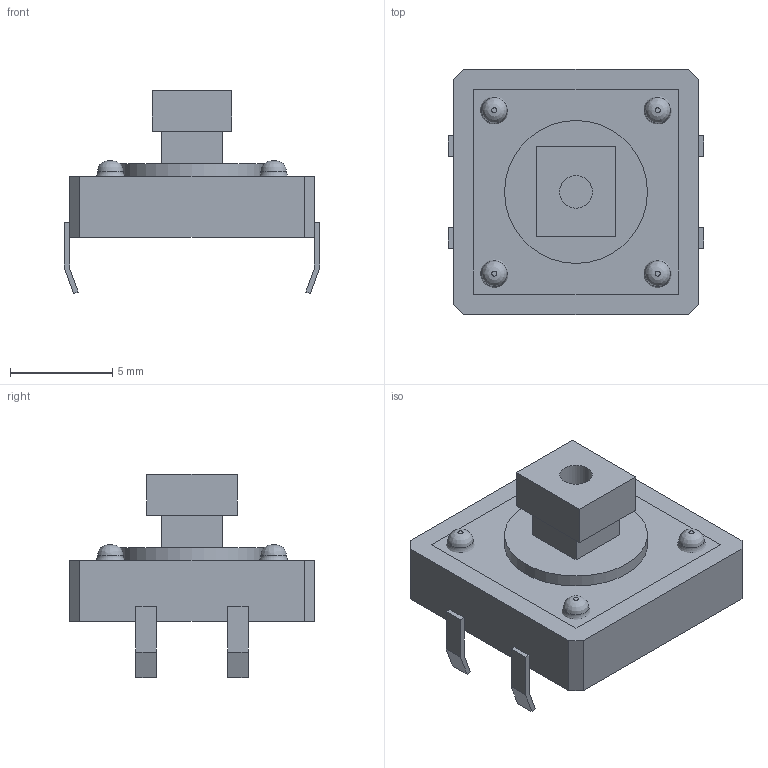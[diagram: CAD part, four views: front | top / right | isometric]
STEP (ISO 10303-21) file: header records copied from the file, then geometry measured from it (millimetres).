
FILE_DESCRIPTION(/* description */ (''),/* implementation_level */ '2;1');
FILE_NAME(/* name */ 'PCB Switch 01 v0.step',/* time_stamp */ '2021-06-18T08:27:10+10:00',/* author */ (''),/* organization */ (''),/* preprocessor_version */ 'ST-DEVELOPER v18.1',/* originating_system */ 'Autodesk Translation Framework v10.9.0.1377',/* authorisation */ '');
FILE_SCHEMA (('AUTOMOTIVE_DESIGN { 1 0 10303 214 3 1 1 }'));
Length unit declared in the file: millimetre
Products named in the file (2): (Unsaved); Switch
Assembly tree (1 placements, depth 2):
  (Unsaved)
    Switch
Bounding box: 12.5 x 12 x 9.95 mm (x, y, z)
Volume: 502.5 mm3; surface area: 798.6 mm2
Topology: 7 solids, 7 shells, 89 faces, 209 edges, 138 vertices
Faces by surface type: plane 74, cylinder 7, torus 4, bspline 4
Full cylindrical faces by diameter (mm): 1.25 x4, 1.6 x1, 7 x2
Entity records: 2767 total; most frequent: CARTESIAN_POINT 623, ORIENTED_EDGE 418, DIRECTION 415, EDGE_CURVE 209, LINE 159, VECTOR 159, VERTEX_POINT 138, AXIS2_PLACEMENT_3D 128
